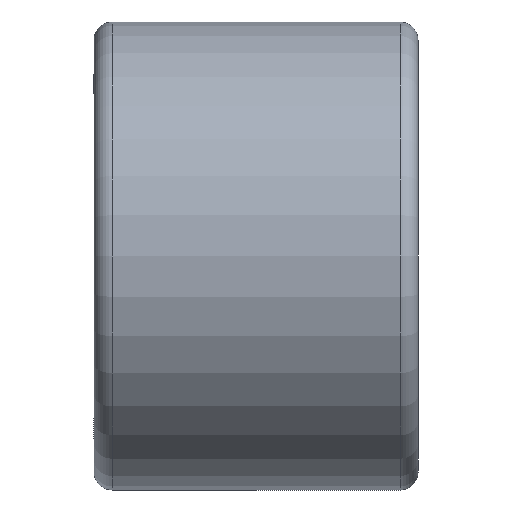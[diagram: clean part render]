
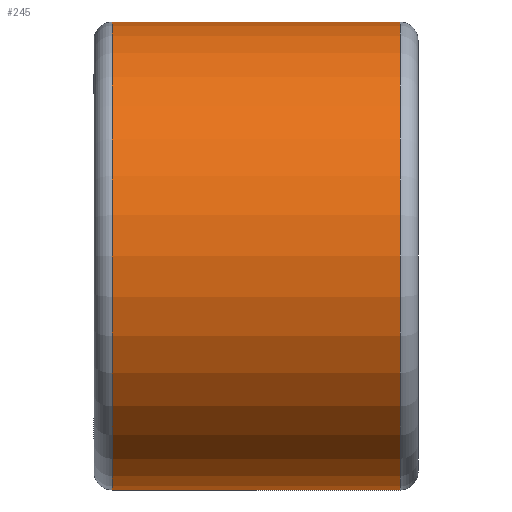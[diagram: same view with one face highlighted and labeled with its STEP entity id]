
A CAD part, left-side view. The second image highlights one B-rep face of the part: STEP entity #245.
In plain terms, the highlighted cylindrical face has radius 6.5 mm (diameter 13 mm), a partial arc.
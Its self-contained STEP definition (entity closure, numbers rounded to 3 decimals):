
#7 = AXIS2_PLACEMENT_3D ( 'NONE', #111, #233, #366 ) ;
#9 = FACE_OUTER_BOUND ( 'NONE', #337, .T. ) ;
#14 = DIRECTION ( 'NONE',  ( 0., -1., 0. ) ) ;
#40 = CIRCLE ( 'NONE', #7, 6.5 ) ;
#42 = CARTESIAN_POINT ( 'NONE',  ( 0., 4.5, 0. ) ) ;
#44 = LINE ( 'NONE', #196, #173 ) ;
#60 = CARTESIAN_POINT ( 'NONE',  ( 0., -4., 0. ) ) ;
#65 = VERTEX_POINT ( 'NONE', #209 ) ;
#76 = CARTESIAN_POINT ( 'NONE',  ( 0., 4., 6.5 ) ) ;
#89 = VERTEX_POINT ( 'NONE', #315 ) ;
#110 = VECTOR ( 'NONE', #384, 1000. ) ;
#111 = CARTESIAN_POINT ( 'NONE',  ( 0., 4., 0. ) ) ;
#124 = ORIENTED_EDGE ( 'NONE', *, *, #387, .T. ) ;
#128 = CARTESIAN_POINT ( 'NONE',  ( 0., -4., -6.5 ) ) ;
#130 = DIRECTION ( 'NONE',  ( 0., 0., -1. ) ) ;
#138 = DIRECTION ( 'NONE',  ( 0., 0., 1. ) ) ;
#148 = VERTEX_POINT ( 'NONE', #128 ) ;
#151 = AXIS2_PLACEMENT_3D ( 'NONE', #42, #194, #130 ) ;
#173 = VECTOR ( 'NONE', #14, 1000. ) ;
#180 = DIRECTION ( 'NONE',  ( 0., 1., 0. ) ) ;
#194 = DIRECTION ( 'NONE',  ( 0., -1., 0. ) ) ;
#196 = CARTESIAN_POINT ( 'NONE',  ( 0., 4.5, -6.5 ) ) ;
#209 = CARTESIAN_POINT ( 'NONE',  ( 0., -4., 6.5 ) ) ;
#225 = CYLINDRICAL_SURFACE ( 'NONE', #151, 6.5 ) ;
#233 = DIRECTION ( 'NONE',  ( 0., -1., 0. ) ) ;
#245 = ADVANCED_FACE ( 'NONE', ( #9 ), #225, .T. ) ;
#256 = CARTESIAN_POINT ( 'NONE',  ( 0., 4.5, 6.5 ) ) ;
#260 = EDGE_CURVE ( 'NONE', #293, #65, #302, .T. ) ;
#265 = EDGE_CURVE ( 'NONE', #89, #148, #44, .T. ) ;
#278 = ORIENTED_EDGE ( 'NONE', *, *, #345, .T. ) ;
#293 = VERTEX_POINT ( 'NONE', #76 ) ;
#302 = LINE ( 'NONE', #256, #110 ) ;
#315 = CARTESIAN_POINT ( 'NONE',  ( 0., 4., -6.5 ) ) ;
#326 = CIRCLE ( 'NONE', #346, 6.5 ) ;
#337 = EDGE_LOOP ( 'NONE', ( #386, #124, #402, #278 ) ) ;
#345 = EDGE_CURVE ( 'NONE', #148, #65, #326, .T. ) ;
#346 = AXIS2_PLACEMENT_3D ( 'NONE', #60, #180, #138 ) ;
#366 = DIRECTION ( 'NONE',  ( 0., 0., 1. ) ) ;
#384 = DIRECTION ( 'NONE',  ( 0., -1., 0. ) ) ;
#386 = ORIENTED_EDGE ( 'NONE', *, *, #260, .F. ) ;
#387 = EDGE_CURVE ( 'NONE', #293, #89, #40, .T. ) ;
#402 = ORIENTED_EDGE ( 'NONE', *, *, #265, .T. ) ;
